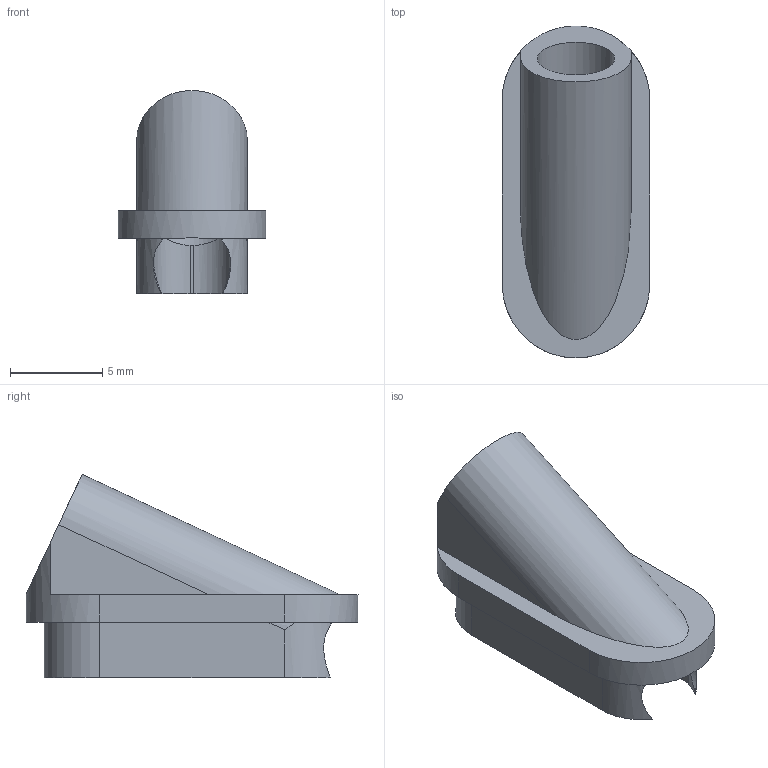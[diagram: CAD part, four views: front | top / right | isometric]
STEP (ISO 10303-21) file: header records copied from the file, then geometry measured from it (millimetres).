
FILE_DESCRIPTION(('STEP AP203'), '1');
FILE_NAME('櫻蠉錪', '', ('UNSPECIFIED'), ('UNSPECIFIED'), 'C3D Converter', 'C3D Toolkit', '');
FILE_SCHEMA(('CONFIG_CONTROL_DESIGN'));
Length unit declared in the file: millimetre
Bounding box: 8 x 18 x 11.01 mm (x, y, z)
Volume: 470.5 mm3; surface area: 711.3 mm2
Topology: 1 solids, 1 shells, 37 faces, 97 edges, 61 vertices
Faces by surface type: plane 24, cylinder 13
Full cylindrical faces by diameter (mm): 4.2 x1
Entity records: 1608 total; most frequent: CARTESIAN_POINT 425, ORIENTED_EDGE 192, DIRECTION 164, EDGE_CURVE 96, VERTEX_POINT 61, AXIS2_PLACEMENT_3D 57, LINE 50, VECTOR 50
